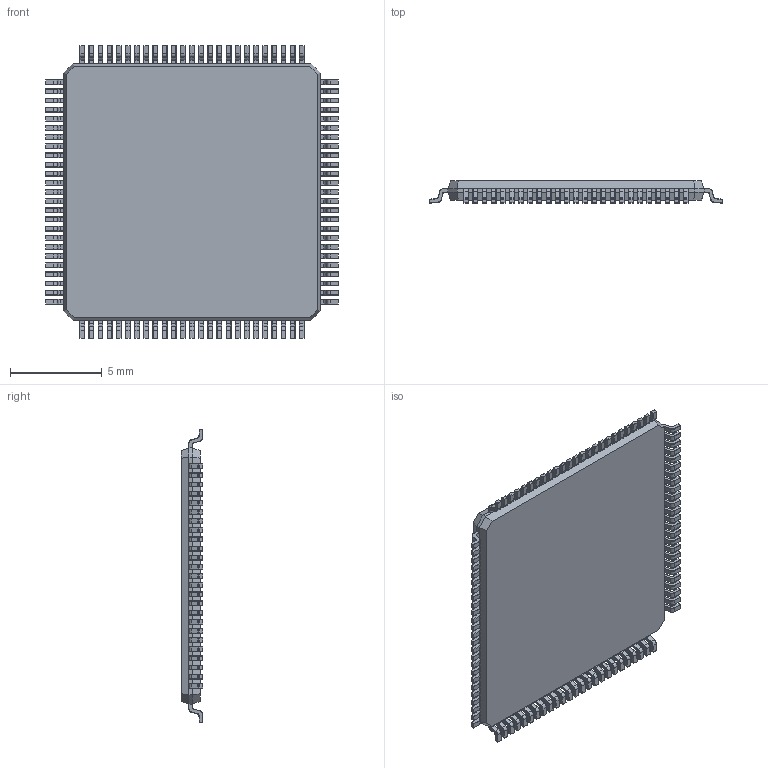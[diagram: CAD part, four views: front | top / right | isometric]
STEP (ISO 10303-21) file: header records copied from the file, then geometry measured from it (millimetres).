
FILE_DESCRIPTION (( 'STEP AP214' ), '1' );
FILE_NAME ('User Library-TQFP100_Grid_0.5.STEP', '2017-08-25T05:42:46', ( 'Windows User' ), ( '' ), 'SwSTEP 2.0', 'SolidWorks 2017', '' );
FILE_SCHEMA (( 'AUTOMOTIVE_DESIGN' ));
Length unit declared in the file: centimetre
Products named in the file (3): User Library-TQFP100_Grid_0.5_TQFP_PIN_2; User Library-TQFP100_Grid_0.5_TQFP100_Koerper_2; User Library-TQFP100_Grid_0.5
Assembly tree (101 placements, depth 2):
  User Library-TQFP100_Grid_0.5
    User Library-TQFP100_Grid_0.5_TQFP100_Koerper_2
    User Library-TQFP100_Grid_0.5_TQFP_PIN_2  x100
Bounding box: 16 x 1.2 x 16 mm (x, y, z)
Volume: 211.9 mm3; surface area: 617.3 mm2
Topology: 101 solids, 101 shells, 5029 faces, 11262 edges, 5636 vertices
Faces by surface type: cylinder 2402, bspline 1600, plane 1027
Entity records: 3991 total; most frequent: CARTESIAN_POINT 705, DIRECTION 544, ORIENTED_EDGE 332, AXIS2_PLACEMENT_3D 219, EDGE_CURVE 166, VECTOR 106, LINE 106, PRODUCT_DEFINITION_SHAPE 104
